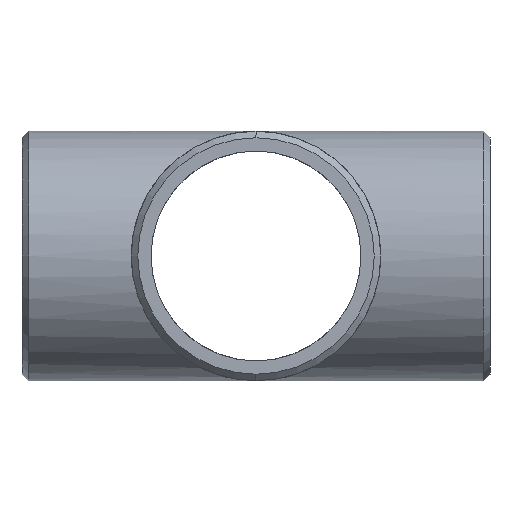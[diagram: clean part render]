
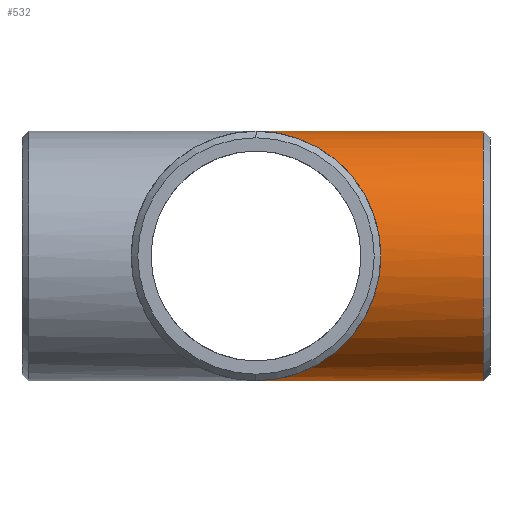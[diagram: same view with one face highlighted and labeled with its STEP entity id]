
A CAD part, left-side view. The second image highlights one B-rep face of the part: STEP entity #532.
In plain terms, the highlighted cylindrical face has radius 50.8 mm (diameter 101.6 mm), a partial arc.
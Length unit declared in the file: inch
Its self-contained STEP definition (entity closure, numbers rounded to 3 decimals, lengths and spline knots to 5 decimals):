
#6 = VERTEX_POINT ( 'NONE', #330 ) ;
#16 = DIRECTION ( 'NONE',  ( 0., 0., -1. ) ) ;
#24 = CARTESIAN_POINT ( 'NONE',  ( 0., 0., -2. ) ) ;
#39 = CARTESIAN_POINT ( 'NONE',  ( 0., 0., 2. ) ) ;
#80 = VERTEX_POINT ( 'NONE', #511 ) ;
#98 = EDGE_CURVE ( 'NONE', #591, #6, #198, .T. ) ;
#119 = CARTESIAN_POINT ( 'NONE',  ( 0., -3.75, 2. ) ) ;
#198 = CIRCLE ( 'NONE', #774, 2. ) ;
#209 = CARTESIAN_POINT ( 'NONE',  ( 0., -3.644, 0. ) ) ;
#233 = FACE_OUTER_BOUND ( 'NONE', #492, .T. ) ;
#235 = DIRECTION ( 'NONE',  ( 0., 1., 0. ) ) ;
#261 = EDGE_CURVE ( 'NONE', #6, #80, #550, .T. ) ;
#281 = CARTESIAN_POINT ( 'NONE',  ( -4., -4., -2. ) ) ;
#288 = DIRECTION ( 'NONE',  ( 0., 0., -1. ) ) ;
#325 = DIRECTION ( 'NONE',  ( 0., 1., 0. ) ) ;
#330 = CARTESIAN_POINT ( 'NONE',  ( 0., -3.644, 2. ) ) ;
#348 = CARTESIAN_POINT ( 'NONE',  ( -4., -4., 2. ) ) ;
#369 = VERTEX_POINT ( 'NONE', #24 ) ;
#441 = ORIENTED_EDGE ( 'NONE', *, *, #485, .F. ) ;
#478 = CYLINDRICAL_SURFACE ( 'NONE', #613, 2. ) ;
#485 = EDGE_CURVE ( 'NONE', #369, #80, #648, .T. ) ;
#492 = EDGE_LOOP ( 'NONE', ( #725, #531, #441, #659 ) ) ;
#503 = DIRECTION ( 'NONE',  ( 0., 1., 0. ) ) ;
#511 = CARTESIAN_POINT ( 'NONE',  ( 0., 0., 2. ) ) ;
#531 = ORIENTED_EDGE ( 'NONE', *, *, #261, .T. ) ;
#532 = ADVANCED_FACE ( 'NONE', ( #233 ), #478, .T. ) ;
#541 = LINE ( 'NONE', #620, #754 ) ;
#550 = LINE ( 'NONE', #119, #772 ) ;
#591 = VERTEX_POINT ( 'NONE', #596 ) ;
#594 = EDGE_CURVE ( 'NONE', #591, #369, #541, .T. ) ;
#596 = CARTESIAN_POINT ( 'NONE',  ( 0., -3.644, -2. ) ) ;
#601 = CARTESIAN_POINT ( 'NONE',  ( 0., -3.75, 0. ) ) ;
#613 = AXIS2_PLACEMENT_3D ( 'NONE', #601, #777, #288 ) ;
#620 = CARTESIAN_POINT ( 'NONE',  ( 0., -3.75, -2. ) ) ;
#648 =( BOUNDED_CURVE ( )  B_SPLINE_CURVE ( 3, ( #668, #281, #348, #39 ),
 .UNSPECIFIED., .F., .T. ) 
 B_SPLINE_CURVE_WITH_KNOTS ( ( 4, 4 ),
 ( 4.71239, 7.85398 ),
 .UNSPECIFIED. ) 
 CURVE ( )  GEOMETRIC_REPRESENTATION_ITEM ( )  RATIONAL_B_SPLINE_CURVE ( ( 1., 0.333, 0.333, 1. ) ) 
 REPRESENTATION_ITEM ( '' )  );
#659 = ORIENTED_EDGE ( 'NONE', *, *, #594, .F. ) ;
#668 = CARTESIAN_POINT ( 'NONE',  ( 0., 0., -2. ) ) ;
#725 = ORIENTED_EDGE ( 'NONE', *, *, #98, .T. ) ;
#754 = VECTOR ( 'NONE', #235, 39.37008 ) ;
#772 = VECTOR ( 'NONE', #503, 39.37008 ) ;
#774 = AXIS2_PLACEMENT_3D ( 'NONE', #209, #325, #16 ) ;
#777 = DIRECTION ( 'NONE',  ( 0., 1., 0. ) ) ;
